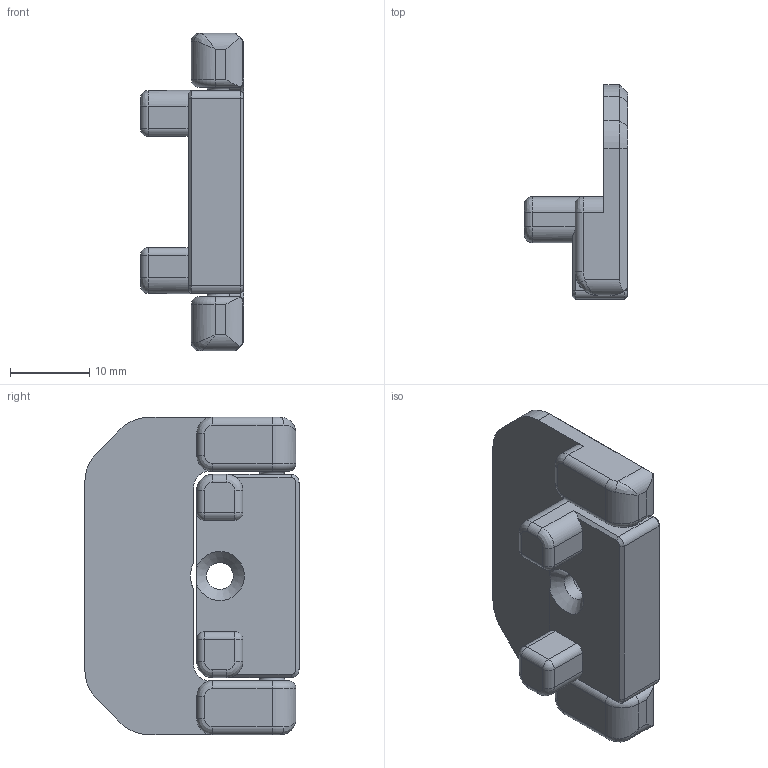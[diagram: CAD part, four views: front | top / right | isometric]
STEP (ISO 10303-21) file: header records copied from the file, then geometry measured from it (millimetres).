
FILE_DESCRIPTION(/* description */ (''),/* implementation_level */ '2;1');
FILE_NAME(/* name */ 'door_hinge_x6 (3).step',/* time_stamp */ '2022-04-10T16:44:11-06:00',/* author */ (''),/* organization */ (''),/* preprocessor_version */ 'ST-DEVELOPER v18.1',/* originating_system */ 'Autodesk Translation Framework v10.14.0.1471',/* authorisation */ '');
FILE_SCHEMA (('AUTOMOTIVE_DESIGN { 1 0 10303 214 3 1 1 }'));
Length unit declared in the file: millimetre
Products named in the file (1): door_hinge_x6 (3)
Bounding box: 13 x 27 x 40 mm (x, y, z)
Volume: 4980.9 mm3; surface area: 3870.9 mm2
Topology: 2 solids, 2 shells, 135 faces, 332 edges, 198 vertices
Faces by surface type: plane 50, cylinder 49, cone 14, bspline 10, torus 8, sphere 4
Full cylindrical faces by diameter (mm): 3.4 x1, 3.6 x1
Entity records: 4207 total; most frequent: CARTESIAN_POINT 968, DIRECTION 696, ORIENTED_EDGE 660, EDGE_CURVE 330, AXIS2_PLACEMENT_3D 259, VERTEX_POINT 198, LINE 178, VECTOR 178
